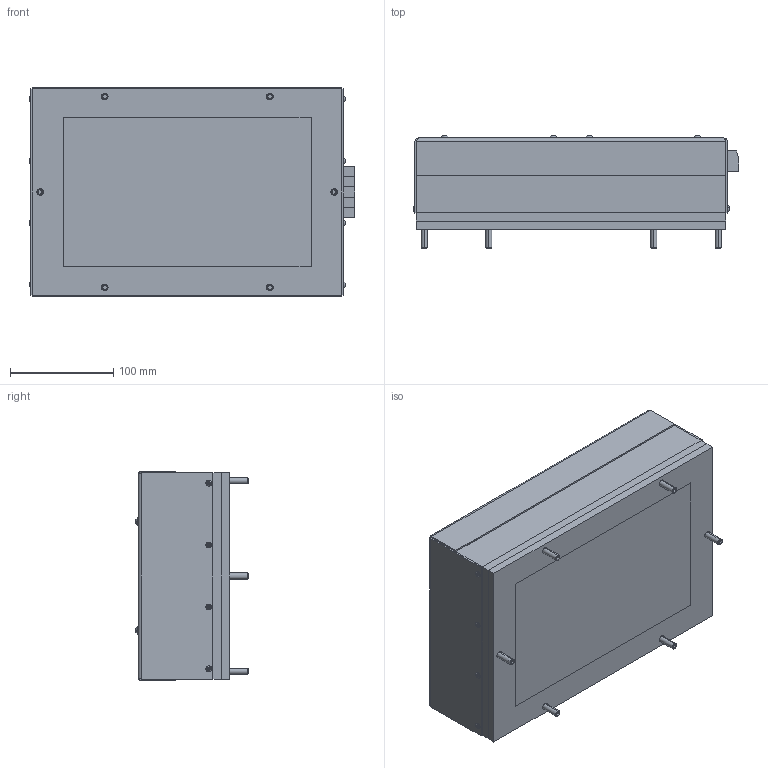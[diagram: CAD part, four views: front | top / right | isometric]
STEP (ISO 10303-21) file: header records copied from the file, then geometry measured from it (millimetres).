
FILE_DESCRIPTION (( 'STEP AP214' ), '1' );
FILE_NAME ('Kühlaggregat 215 W_S2A_120214.STEP', '2012-11-23T10:45:30', ( 'Moeller' ), ( 'SYMTEC Maschinenbau Engineering GmbH' ), 'SwSTEP 2.0', 'SolidWorks 2011', '' );
FILE_SCHEMA (( 'AUTOMOTIVE_DESIGN' ));
Length unit declared in the file: millimetre
Products named in the file (10): Isolierung_aussen_110808; Gewindestift DIN 916 M6x40_DIN 916 - M6 x 25-N; Flachkopfschraube mit ISK-ISO 7380 M3x8_Hüllkurve; ISO7380_M4x35-A2_Linsenkopfschraube_Hüllkurve; 0708250_VDFK_4_SELECT_Hüllkurve; Isolierung_aussen_110808_Hüllkurve; Haube Heißseite_110808; Adapterplatte 215W_Hüllkurve; SK056-Strangkühlkörper_120214_Hüllkurve; Kühlaggregat 215 W_S2A_120214
Assembly tree (32 placements, depth 2):
  Kühlaggregat 215 W_S2A_120214
    Gewindestift DIN 916 M6x40_DIN 916 - M6 x 25-N  x6
    0708250_VDFK_4_SELECT_Hüllkurve  x5
    ISO7380_M4x35-A2_Linsenkopfschraube_Hüllkurve  x8
    Adapterplatte 215W_Hüllkurve
    SK056-Strangkühlkörper_120214_Hüllkurve
    Flachkopfschraube mit ISK-ISO 7380 M3x8_Hüllkurve  x8
    Haube Heißseite_110808
    Isolierung_aussen_110808_Hüllkurve
    Isolierung_aussen_110808
Bounding box: 315.55 x 108.7 x 203 mm (x, y, z)
Volume: 3280807.7 mm3; surface area: 642376.4 mm2
Topology: 32 solids, 32 shells, 881 faces, 2155 edges, 1344 vertices
Faces by surface type: plane 443, cylinder 314, cone 68, sphere 32, torus 16, bspline 8
Entity records: 13805 total; most frequent: CARTESIAN_POINT 2431, DIRECTION 2333, ORIENTED_EDGE 2054, EDGE_CURVE 1027, AXIS2_PLACEMENT_3D 921, VERTEX_POINT 667, EDGE_LOOP 526, CIRCLE 508
